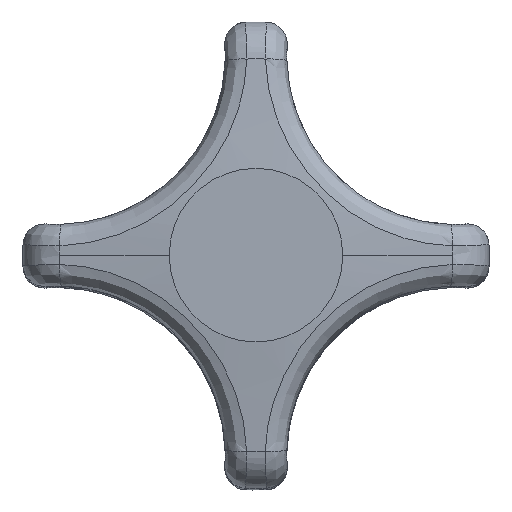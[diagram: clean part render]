
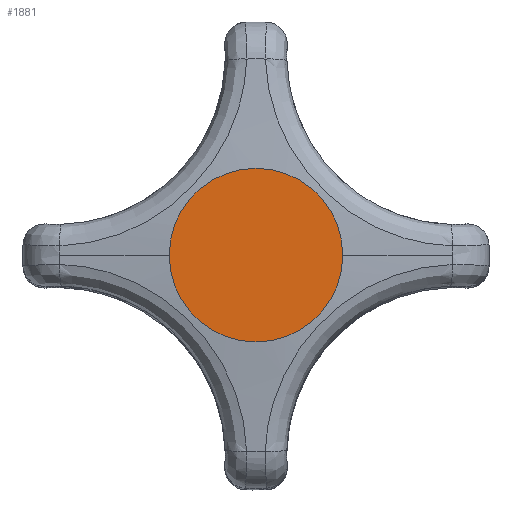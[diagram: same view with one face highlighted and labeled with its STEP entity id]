
A CAD part, top view. The second image highlights one B-rep face of the part: STEP entity #1881.
In plain terms, the highlighted face is planar.
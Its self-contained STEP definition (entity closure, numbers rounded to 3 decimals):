
#775 = CARTESIAN_POINT ( 'NONE',  ( 8., -48., 0. ) ) ;
#1218 = CIRCLE ( 'NONE', #1532, 8. ) ;
#1306 = DIRECTION ( 'NONE',  ( 0., -1., 0. ) ) ;
#1532 = AXIS2_PLACEMENT_3D ( 'NONE', #9057, #1306, #4030 ) ;
#1554 = DIRECTION ( 'NONE',  ( 0., -1., 0. ) ) ;
#1684 = AXIS2_PLACEMENT_3D ( 'NONE', #4240, #2177, #5703 ) ;
#1881 = ADVANCED_FACE ( 'NONE', ( #5212 ), #7933, .T. ) ;
#2177 = DIRECTION ( 'NONE',  ( 0., -1., 0. ) ) ;
#2502 = ORIENTED_EDGE ( 'NONE', *, *, #7506, .T. ) ;
#3045 = CIRCLE ( 'NONE', #1684, 8. ) ;
#4030 = DIRECTION ( 'NONE',  ( -1., 0., 0. ) ) ;
#4240 = CARTESIAN_POINT ( 'NONE',  ( 0., -48., 0. ) ) ;
#4852 = AXIS2_PLACEMENT_3D ( 'NONE', #5165, #1554, #7333 ) ;
#5165 = CARTESIAN_POINT ( 'NONE',  ( -8.32, -48., -8.32 ) ) ;
#5212 = FACE_OUTER_BOUND ( 'NONE', #7813, .T. ) ;
#5703 = DIRECTION ( 'NONE',  ( -1., 0., 0. ) ) ;
#7050 = ORIENTED_EDGE ( 'NONE', *, *, #7064, .T. ) ;
#7064 = EDGE_CURVE ( 'NONE', #9092, #8842, #1218, .T. ) ;
#7333 = DIRECTION ( 'NONE',  ( 1., 0., 0. ) ) ;
#7506 = EDGE_CURVE ( 'NONE', #8842, #9092, #3045, .T. ) ;
#7813 = EDGE_LOOP ( 'NONE', ( #2502, #7050 ) ) ;
#7933 = PLANE ( 'NONE',  #4852 ) ;
#8842 = VERTEX_POINT ( 'NONE', #9154 ) ;
#9057 = CARTESIAN_POINT ( 'NONE',  ( 0., -48., 0. ) ) ;
#9092 = VERTEX_POINT ( 'NONE', #775 ) ;
#9154 = CARTESIAN_POINT ( 'NONE',  ( -8., -48., 0. ) ) ;
